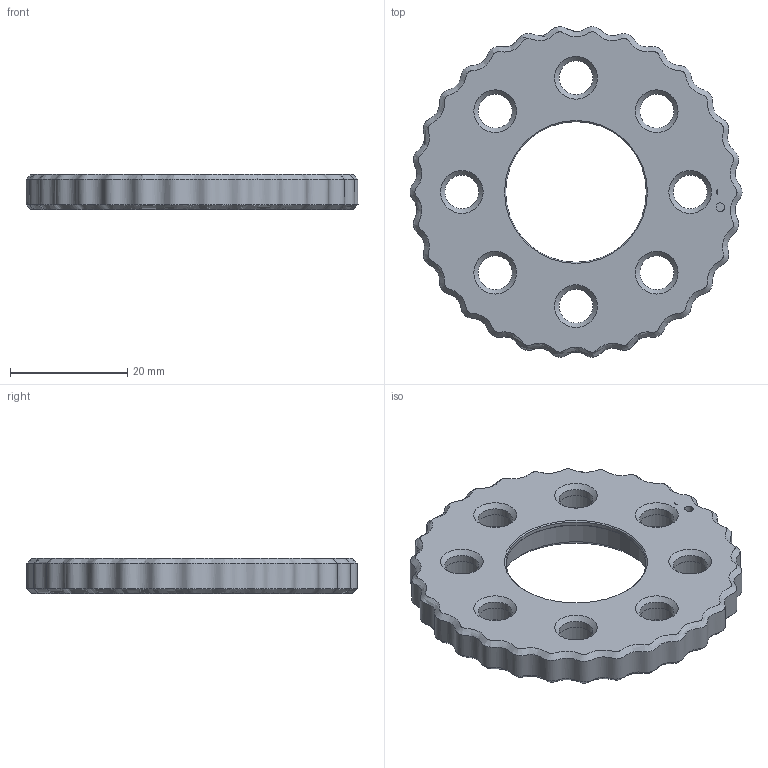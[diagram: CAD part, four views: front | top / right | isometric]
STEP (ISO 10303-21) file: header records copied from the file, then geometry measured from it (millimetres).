
FILE_DESCRIPTION(/* description */ (''),/* implementation_level */ '2;1');
FILE_NAME(/* name */ 'Top Cycloid Disc.step',/* time_stamp */ '2025-06-19T23:55:04+02:00',/* author */ (''),/* organization */ (''),/* preprocessor_version */ 'ST-DEVELOPER v20.1',/* originating_system */ 'Autodesk Translation Framework v14.4.0.0',/* authorisation */ '');
FILE_SCHEMA (('AUTOMOTIVE_DESIGN { 1 0 10303 214 3 1 1 }'));
Length unit declared in the file: millimetre
Products named in the file (2): Cycloidal Drive v3; Top Cycloid
Assembly tree (1 placements, depth 2):
  Cycloidal Drive v3
    Top Cycloid
Bounding box: 56.7 x 56.41 x 6 mm (x, y, z)
Volume: 11424.3 mm3; surface area: 6456.3 mm2
Topology: 1 solids, 1 shells, 59 faces, 116 edges, 70 vertices
Faces by surface type: cylinder 22, cone 19, plane 13, bspline 4, torus 1
Full cylindrical faces by diameter (mm): 5.8 x8, 7.3 x8, 24 x1, 26.25 x1
Entity records: 16925 total; most frequent: CARTESIAN_POINT 15568, DIRECTION 291, ORIENTED_EDGE 232, AXIS2_PLACEMENT_3D 123, EDGE_CURVE 116, EDGE_LOOP 88, VERTEX_POINT 70, CIRCLE 65
